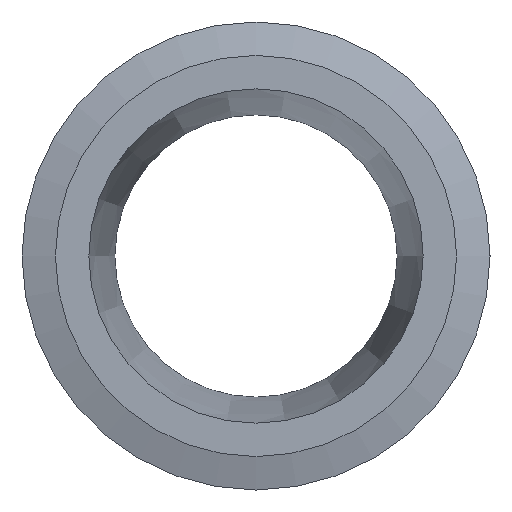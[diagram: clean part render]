
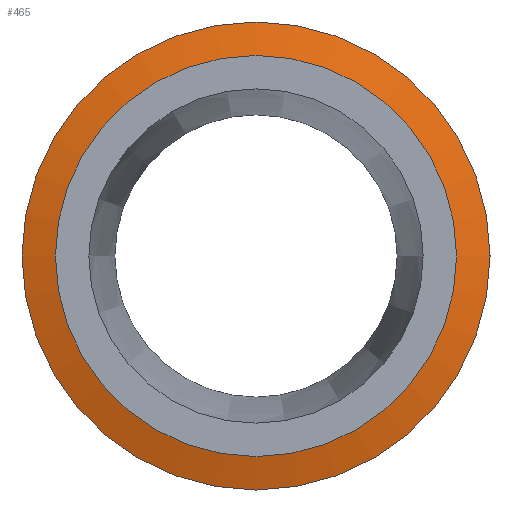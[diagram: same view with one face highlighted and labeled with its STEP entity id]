
A CAD part, left-side view. The second image highlights one B-rep face of the part: STEP entity #465.
In plain terms, the highlighted conical face has half-angle 75 degrees and reference radius 29.25 mm.
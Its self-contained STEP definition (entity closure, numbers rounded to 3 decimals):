
#50=FACE_OUTER_BOUND('',#73,.T.);
#73=EDGE_LOOP('',(#399,#400,#401,#402,#403,#404));
#90=LINE('',#869,#104);
#104=VECTOR('',#724,29.25);
#149=CIRCLE('',#549,31.5);
#150=CIRCLE('',#550,31.5);
#157=CIRCLE('',#560,27.);
#158=CIRCLE('',#561,27.);
#200=VERTEX_POINT('',#848);
#201=VERTEX_POINT('',#850);
#207=VERTEX_POINT('',#868);
#208=VERTEX_POINT('',#870);
#265=EDGE_CURVE('',#200,#201,#149,.T.);
#266=EDGE_CURVE('',#201,#200,#150,.T.);
#274=EDGE_CURVE('',#201,#207,#90,.T.);
#275=EDGE_CURVE('',#208,#207,#157,.T.);
#276=EDGE_CURVE('',#207,#208,#158,.T.);
#399=ORIENTED_EDGE('',*,*,#265,.F.);
#400=ORIENTED_EDGE('',*,*,#266,.F.);
#401=ORIENTED_EDGE('',*,*,#274,.T.);
#402=ORIENTED_EDGE('',*,*,#275,.F.);
#403=ORIENTED_EDGE('',*,*,#276,.F.);
#404=ORIENTED_EDGE('',*,*,#274,.F.);
#422=CONICAL_SURFACE('',#559,29.25,1.309);
#465=ADVANCED_FACE('',(#50),#422,.T.);
#549=AXIS2_PLACEMENT_3D('',#851,#701,#702);
#550=AXIS2_PLACEMENT_3D('',#852,#703,#704);
#559=AXIS2_PLACEMENT_3D('',#867,#722,#723);
#560=AXIS2_PLACEMENT_3D('',#871,#725,#726);
#561=AXIS2_PLACEMENT_3D('',#872,#727,#728);
#701=DIRECTION('center_axis',(1.,0.,0.));
#702=DIRECTION('ref_axis',(0.,-1.,0.));
#703=DIRECTION('center_axis',(1.,0.,0.));
#704=DIRECTION('ref_axis',(0.,-1.,0.));
#722=DIRECTION('center_axis',(1.,0.,0.));
#723=DIRECTION('ref_axis',(0.,1.,0.));
#724=DIRECTION('',(-0.259,0.966,0.));
#725=DIRECTION('center_axis',(-1.,0.,0.));
#726=DIRECTION('ref_axis',(0.,1.,0.));
#727=DIRECTION('center_axis',(-1.,0.,0.));
#728=DIRECTION('ref_axis',(0.,1.,0.));
#848=CARTESIAN_POINT('',(1.206,31.5,0.));
#850=CARTESIAN_POINT('',(1.206,-31.5,0.));
#851=CARTESIAN_POINT('Origin',(1.206,0.,0.));
#852=CARTESIAN_POINT('Origin',(1.206,0.,0.));
#867=CARTESIAN_POINT('Origin',(0.603,0.,0.));
#868=CARTESIAN_POINT('',(0.,-27.,0.));
#869=CARTESIAN_POINT('',(0.603,-29.25,0.));
#870=CARTESIAN_POINT('',(0.,27.,0.));
#871=CARTESIAN_POINT('Origin',(0.,0.,0.));
#872=CARTESIAN_POINT('Origin',(0.,0.,0.));
